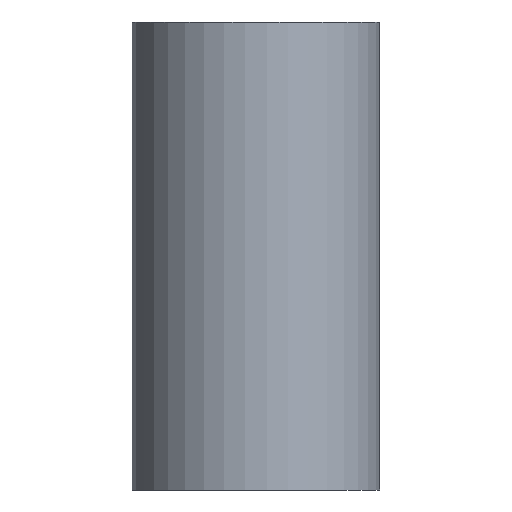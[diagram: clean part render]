
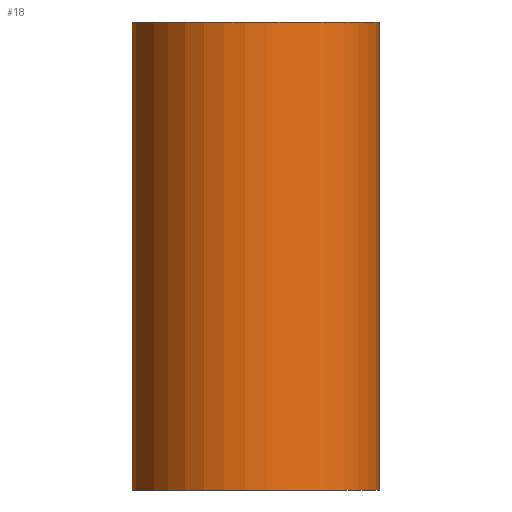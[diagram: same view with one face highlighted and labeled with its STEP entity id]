
A CAD part, front view. The second image highlights one B-rep face of the part: STEP entity #18.
In plain terms, the highlighted cylindrical face has radius 6.1 mm (diameter 12.2 mm), a partial arc.
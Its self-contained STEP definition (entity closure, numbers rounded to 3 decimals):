
#18=ADVANCED_FACE('',(#28),#175,.T.);
#28=FACE_OUTER_BOUND('',#38,.T.);
#38=EDGE_LOOP('',(#60,#61,#62,#63));
#60=ORIENTED_EDGE('',*,*,#109,.T.);
#61=ORIENTED_EDGE('',*,*,#108,.T.);
#62=ORIENTED_EDGE('',*,*,#107,.F.);
#63=ORIENTED_EDGE('',*,*,#106,.F.);
#106=EDGE_CURVE('',#162,#163,#138,.T.);
#107=EDGE_CURVE('',#163,#164,#128,.T.);
#108=EDGE_CURVE('',#165,#164,#139,.T.);
#109=EDGE_CURVE('',#162,#165,#129,.T.);
#128=(
BOUNDED_CURVE()
B_SPLINE_CURVE(1,(#385,#386),.UNSPECIFIED.,.F.,.F.)
B_SPLINE_CURVE_WITH_KNOTS((2,2),(0.,23.),.UNSPECIFIED.)
CURVE()
GEOMETRIC_REPRESENTATION_ITEM()
RATIONAL_B_SPLINE_CURVE((1.,1.))
REPRESENTATION_ITEM('')
);
#129=(
BOUNDED_CURVE()
B_SPLINE_CURVE(1,(#390,#391),.UNSPECIFIED.,.F.,.F.)
B_SPLINE_CURVE_WITH_KNOTS((2,2),(0.,23.),.UNSPECIFIED.)
CURVE()
GEOMETRIC_REPRESENTATION_ITEM()
RATIONAL_B_SPLINE_CURVE((1.,1.))
REPRESENTATION_ITEM('')
);
#138=TRIMMED_CURVE($,#148,(#383),(#384),.T.,.CARTESIAN.);
#139=TRIMMED_CURVE($,#149,(#388),(#389),.T.,.CARTESIAN.);
#148=CIRCLE('',#282,6.1);
#149=CIRCLE('',#283,6.1);
#162=VERTEX_POINT('',#342);
#163=VERTEX_POINT('',#343);
#164=VERTEX_POINT('',#344);
#165=VERTEX_POINT('',#345);
#175=CYLINDRICAL_SURFACE('',#268,6.1);
#268=AXIS2_PLACEMENT_3D('',#324,#291,$);
#282=AXIS2_PLACEMENT_3D($,#382,#313,#314);
#283=AXIS2_PLACEMENT_3D($,#387,#315,#316);
#291=DIRECTION('',(0.,0.,-1.));
#313=DIRECTION('',(0.,0.,-1.));
#314=DIRECTION('',(0.259,0.966,0.));
#315=DIRECTION('',(0.,0.,-1.));
#316=DIRECTION('',(0.259,0.966,0.));
#324=CARTESIAN_POINT('',(0.,0.,11.5));
#342=CARTESIAN_POINT('',(1.579,5.892,0.));
#343=CARTESIAN_POINT('',(-1.579,5.892,0.));
#344=CARTESIAN_POINT('',(-1.579,5.892,23.));
#345=CARTESIAN_POINT('',(1.579,5.892,23.));
#382=CARTESIAN_POINT('',(0.,0.,0.));
#383=CARTESIAN_POINT('',(1.579,5.892,0.));
#384=CARTESIAN_POINT('',(-1.579,5.892,0.));
#385=CARTESIAN_POINT('',(-1.579,5.892,0.));
#386=CARTESIAN_POINT('',(-1.579,5.892,23.));
#387=CARTESIAN_POINT('',(0.,0.,23.));
#388=CARTESIAN_POINT('',(1.579,5.892,23.));
#389=CARTESIAN_POINT('',(-1.579,5.892,23.));
#390=CARTESIAN_POINT('',(1.579,5.892,0.));
#391=CARTESIAN_POINT('',(1.579,5.892,23.));
